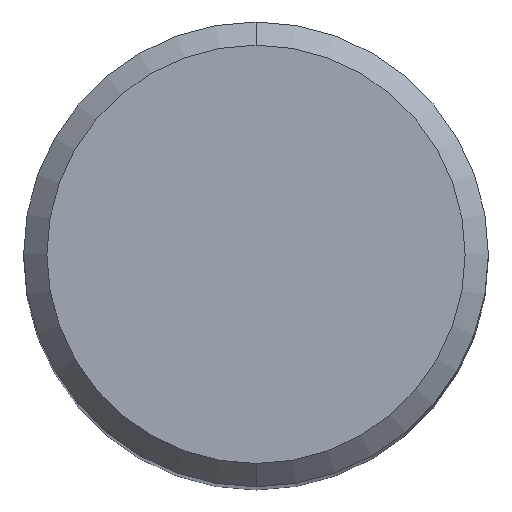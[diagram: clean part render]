
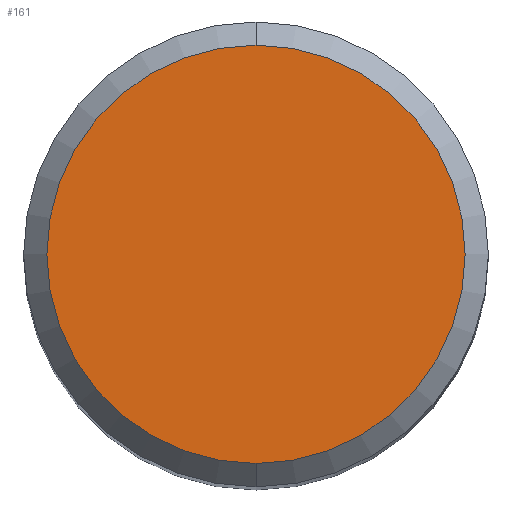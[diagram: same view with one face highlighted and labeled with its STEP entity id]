
A CAD part, top view. The second image highlights one B-rep face of the part: STEP entity #161.
In plain terms, the highlighted planar face has unit normal (0, 0, 1).
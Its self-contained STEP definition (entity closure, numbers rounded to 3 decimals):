
#115=VERTEX_POINT('',#268);
#117=EDGE_CURVE('',#115,#195,#270,.T.);
#161=ADVANCED_FACE('',(#319),#320,.T.);
#195=VERTEX_POINT('',#359);
#211=EDGE_CURVE('',#195,#115,#376,.T.);
#268=CARTESIAN_POINT('',(0.0,4.5,0.0));
#270=CIRCLE('',#435,4.5);
#319=FACE_OUTER_BOUND('',#499,.T.);
#320=PLANE('',#500);
#359=CARTESIAN_POINT('',(0.,-4.5,0.0));
#376=CIRCLE('',#573,4.5);
#435=AXIS2_PLACEMENT_3D('',#628,#629,#630);
#499=EDGE_LOOP('',(#693,#694));
#500=AXIS2_PLACEMENT_3D('',#695,#696,#697);
#573=AXIS2_PLACEMENT_3D('',#762,#763,#764);
#628=CARTESIAN_POINT('',(0.0,0.0,0.0));
#629=DIRECTION('',(0.0,0.0,-1.0));
#630=DIRECTION('',(0.0,1.0,0.0));
#693=ORIENTED_EDGE('',*,*,#117,.F.);
#694=ORIENTED_EDGE('',*,*,#211,.F.);
#695=CARTESIAN_POINT('',(0.0,2.25,0.0));
#696=DIRECTION('',(-0.0,0.0,1.0));
#697=DIRECTION('',(0.0,-1.0,0.0));
#762=CARTESIAN_POINT('',(0.0,0.0,0.0));
#763=DIRECTION('',(0.0,0.0,-1.0));
#764=DIRECTION('',(0.0,1.0,0.0));
